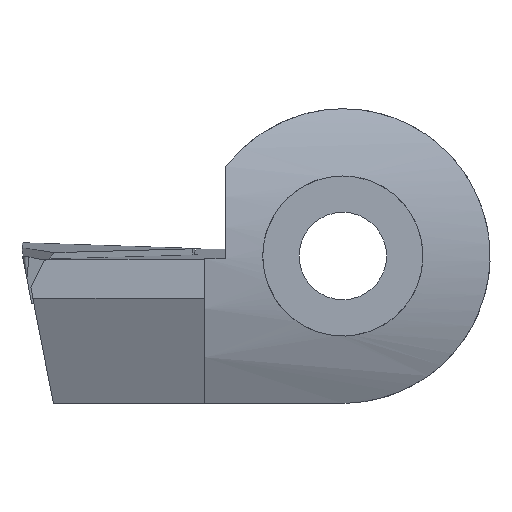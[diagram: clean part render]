
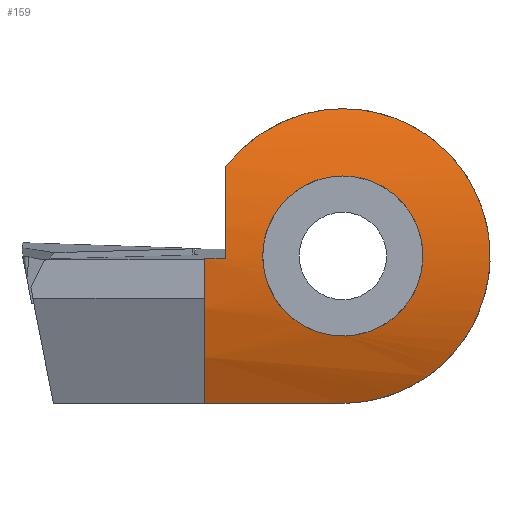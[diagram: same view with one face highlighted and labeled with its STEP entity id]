
A CAD part, front view. The second image highlights one B-rep face of the part: STEP entity #159.
In plain terms, the highlighted cylindrical face has radius 14.5 mm (diameter 29 mm), a partial arc.
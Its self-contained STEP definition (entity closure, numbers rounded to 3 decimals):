
#82=CYLINDRICAL_SURFACE('',#620,14.5);
#91=FACE_BOUND('',#234,.T.);
#92=FACE_BOUND('',#235,.T.);
#98=B_SPLINE_CURVE_WITH_KNOTS('',3,(#899,#900,#901,#902,#903,#904,#905,
#906,#907,#908),.UNSPECIFIED.,.F.,.F.,(4,2,2,2,4),(0.,0.25,0.5,0.75,1.),
 .UNSPECIFIED.);
#99=B_SPLINE_CURVE_WITH_KNOTS('',3,(#913,#914,#915,#916,#917,#918,#919,
#920,#921,#922,#923,#924,#925,#926,#927,#928,#929,#930,#931,#932,#933,#934,
#935,#936,#937,#938,#939,#940,#941,#942,#943,#944,#945,#946,#947,#948,#949,
#950,#951,#952,#953,#954,#955,#956,#957,#958,#959,#960,#961,#962,#963,#964,
#965,#966,#967,#968,#969,#970),.UNSPECIFIED.,.T.,.F.,(1,3,3,3,3,3,3,3,3,
3,3,3,3,3,3,3,3,3,3,3,3,1),(-0.052,0.,0.045,0.099,
0.152,0.204,0.256,0.31,
0.365,0.417,0.469,0.522,
0.576,0.63,0.682,0.734,
0.787,0.842,0.895,0.948,
1.,1.045),.UNSPECIFIED.);
#100=B_SPLINE_CURVE_WITH_KNOTS('',3,(#976,#977,#978,#979),.UNSPECIFIED.,
 .F.,.F.,(4,4),(0.,1.),.UNSPECIFIED.);
#122=ELLIPSE('',#598,14.5,14.5);
#123=ELLIPSE('',#603,5293.802,14.5);
#132=CIRCLE('',#619,14.5);
#159=ADVANCED_FACE('',(#91,#92),#82,.T.);
#234=EDGE_LOOP('',(#359));
#235=EDGE_LOOP('',(#360,#361,#362,#363,#364,#365));
#359=ORIENTED_EDGE('',*,*,#476,.F.);
#360=ORIENTED_EDGE('',*,*,#466,.F.);
#361=ORIENTED_EDGE('',*,*,#474,.F.);
#362=ORIENTED_EDGE('',*,*,#478,.F.);
#363=ORIENTED_EDGE('',*,*,#443,.F.);
#364=ORIENTED_EDGE('',*,*,#460,.F.);
#365=ORIENTED_EDGE('',*,*,#483,.F.);
#389=VERTEX_POINT('',#803);
#390=VERTEX_POINT('',#805);
#404=VERTEX_POINT('',#851);
#407=VERTEX_POINT('',#864);
#408=VERTEX_POINT('',#865);
#412=VERTEX_POINT('',#898);
#414=VERTEX_POINT('',#971);
#443=EDGE_CURVE('',#389,#390,#122,.T.);
#460=EDGE_CURVE('',#404,#389,#123,.T.);
#466=EDGE_CURVE('',#407,#408,#525,.T.);
#474=EDGE_CURVE('',#412,#407,#98,.T.);
#476=EDGE_CURVE('',#414,#414,#99,.T.);
#478=EDGE_CURVE('',#390,#412,#100,.T.);
#483=EDGE_CURVE('',#408,#404,#132,.T.);
#525=LINE('',#863,#575);
#575=VECTOR('',#705,1.);
#598=AXIS2_PLACEMENT_3D('',#804,#673,#674);
#603=AXIS2_PLACEMENT_3D('',#850,#697,#698);
#619=AXIS2_PLACEMENT_3D('',#990,#742,#743);
#620=AXIS2_PLACEMENT_3D('',#991,#744,#745);
#673=DIRECTION('',(-1.,0.,0.003));
#674=DIRECTION('',(-0.003,0.052,-0.999));
#697=DIRECTION('',(0.003,-0.052,0.999));
#698=DIRECTION('',(-1.,0.,0.003));
#705=DIRECTION('',(-1.,0.,0.));
#742=DIRECTION('',(-1.,0.,0.));
#743=DIRECTION('',(0.,1.,0.));
#744=DIRECTION('',(-1.,0.,0.));
#745=DIRECTION('',(0.,0.,1.));
#803=CARTESIAN_POINT('',(9.501,-8.5,-0.12));
#804=CARTESIAN_POINT('',(9.5,6.,0.));
#805=CARTESIAN_POINT('',(9.513,-7.88,4.195));
#850=CARTESIAN_POINT('',(242.46,6.,0.));
#851=CARTESIAN_POINT('',(8.5,-8.5,-0.117));
#863=CARTESIAN_POINT('',(28.,-6.753,-6.9));
#864=CARTESIAN_POINT('',(14.99,-6.753,-6.9));
#865=CARTESIAN_POINT('',(8.5,-6.753,-6.9));
#898=CARTESIAN_POINT('',(14.99,-6.753,6.9));
#899=CARTESIAN_POINT('',(14.99,-6.753,6.9));
#900=CARTESIAN_POINT('',(16.845,-6.753,6.9));
#901=CARTESIAN_POINT('',(18.597,-7.2,6.15));
#902=CARTESIAN_POINT('',(21.136,-8.107,3.614));
#903=CARTESIAN_POINT('',(21.891,-8.5,1.821));
#904=CARTESIAN_POINT('',(21.889,-8.5,-1.828));
#905=CARTESIAN_POINT('',(21.129,-8.105,-3.619));
#906=CARTESIAN_POINT('',(18.61,-7.205,-6.138));
#907=CARTESIAN_POINT('',(16.813,-6.753,-6.9));
#908=CARTESIAN_POINT('',(14.99,-6.753,-6.9));
#913=CARTESIAN_POINT('',(14.99,-8.007,3.75));
#914=CARTESIAN_POINT('',(14.638,-8.007,3.75));
#915=CARTESIAN_POINT('',(14.283,-8.02,3.699));
#916=CARTESIAN_POINT('',(13.946,-8.046,3.602));
#917=CARTESIAN_POINT('',(13.538,-8.076,3.483));
#918=CARTESIAN_POINT('',(13.145,-8.124,3.292));
#919=CARTESIAN_POINT('',(12.801,-8.177,3.045));
#920=CARTESIAN_POINT('',(12.465,-8.229,2.803));
#921=CARTESIAN_POINT('',(12.165,-8.287,2.501));
#922=CARTESIAN_POINT('',(11.926,-8.338,2.161));
#923=CARTESIAN_POINT('',(11.692,-8.388,1.831));
#924=CARTESIAN_POINT('',(11.51,-8.432,1.456));
#925=CARTESIAN_POINT('',(11.395,-8.461,1.066));
#926=CARTESIAN_POINT('',(11.278,-8.49,0.674));
#927=CARTESIAN_POINT('',(11.226,-8.504,0.255));
#928=CARTESIAN_POINT('',(11.243,-8.499,-0.155));
#929=CARTESIAN_POINT('',(11.261,-8.495,-0.577));
#930=CARTESIAN_POINT('',(11.352,-8.471,-1.002));
#931=CARTESIAN_POINT('',(11.508,-8.433,-1.392));
#932=CARTESIAN_POINT('',(11.665,-8.395,-1.786));
#933=CARTESIAN_POINT('',(11.893,-8.342,-2.156));
#934=CARTESIAN_POINT('',(12.172,-8.287,-2.474));
#935=CARTESIAN_POINT('',(12.443,-8.234,-2.783));
#936=CARTESIAN_POINT('',(12.77,-8.177,-3.05));
#937=CARTESIAN_POINT('',(13.127,-8.13,-3.255));
#938=CARTESIAN_POINT('',(13.477,-8.084,-3.455));
#939=CARTESIAN_POINT('',(13.866,-8.046,-3.601));
#940=CARTESIAN_POINT('',(14.264,-8.025,-3.679));
#941=CARTESIAN_POINT('',(14.669,-8.005,-3.759));
#942=CARTESIAN_POINT('',(15.094,-8.001,-3.771));
#943=CARTESIAN_POINT('',(15.504,-8.016,-3.715));
#944=CARTESIAN_POINT('',(15.925,-8.032,-3.656));
#945=CARTESIAN_POINT('',(16.341,-8.067,-3.524));
#946=CARTESIAN_POINT('',(16.716,-8.113,-3.329));
#947=CARTESIAN_POINT('',(17.09,-8.158,-3.135));
#948=CARTESIAN_POINT('',(17.434,-8.215,-2.875));
#949=CARTESIAN_POINT('',(17.721,-8.27,-2.57));
#950=CARTESIAN_POINT('',(18.001,-8.324,-2.273));
#951=CARTESIAN_POINT('',(18.234,-8.377,-1.925));
#952=CARTESIAN_POINT('',(18.404,-8.417,-1.552));
#953=CARTESIAN_POINT('',(18.571,-8.456,-1.183));
#954=CARTESIAN_POINT('',(18.681,-8.485,-0.78));
#955=CARTESIAN_POINT('',(18.721,-8.495,-0.375));
#956=CARTESIAN_POINT('',(18.763,-8.506,0.04));
#957=CARTESIAN_POINT('',(18.734,-8.498,0.469));
#958=CARTESIAN_POINT('',(18.637,-8.474,0.874));
#959=CARTESIAN_POINT('',(18.538,-8.449,1.287));
#960=CARTESIAN_POINT('',(18.365,-8.406,1.689));
#961=CARTESIAN_POINT('',(18.134,-8.355,2.044));
#962=CARTESIAN_POINT('',(17.907,-8.305,2.394));
#963=CARTESIAN_POINT('',(17.617,-8.247,2.709));
#964=CARTESIAN_POINT('',(17.287,-8.194,2.964));
#965=CARTESIAN_POINT('',(16.965,-8.142,3.214));
#966=CARTESIAN_POINT('',(16.595,-8.093,3.414));
#967=CARTESIAN_POINT('',(16.208,-8.06,3.547));
#968=CARTESIAN_POINT('',(15.819,-8.026,3.68));
#969=CARTESIAN_POINT('',(15.402,-8.007,3.75));
#970=CARTESIAN_POINT('',(14.99,-8.007,3.75));
#971=CARTESIAN_POINT('',(14.99,-8.007,3.75));
#976=CARTESIAN_POINT('',(9.513,-7.88,4.195));
#977=CARTESIAN_POINT('',(10.793,-7.375,5.866));
#978=CARTESIAN_POINT('',(12.822,-6.753,6.899));
#979=CARTESIAN_POINT('',(14.99,-6.753,6.9));
#990=CARTESIAN_POINT('',(8.5,6.,0.));
#991=CARTESIAN_POINT('',(28.,6.,0.));
